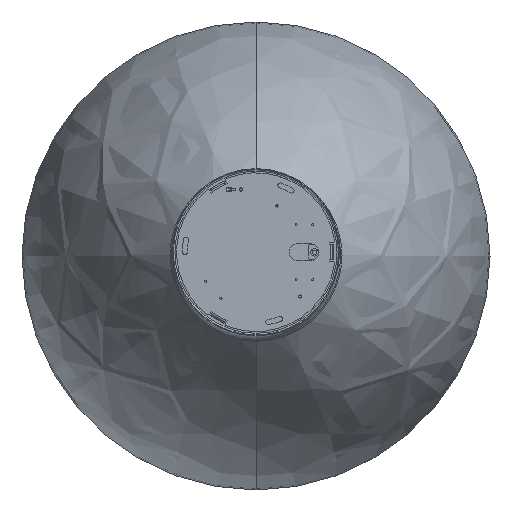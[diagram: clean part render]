
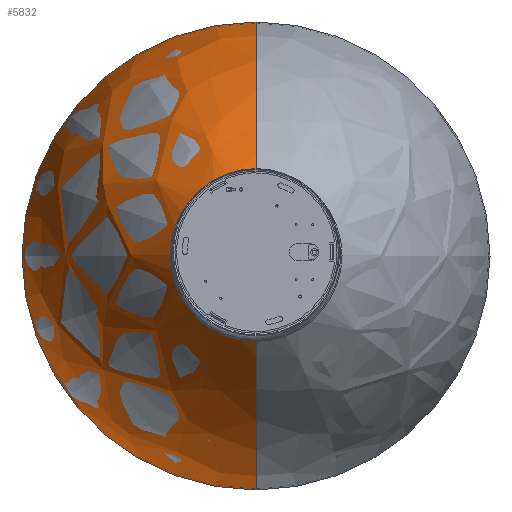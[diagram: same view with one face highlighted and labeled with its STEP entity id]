
A CAD part, top view. The second image highlights one B-rep face of the part: STEP entity #5832.
In plain terms, the highlighted free-form (B-spline) face has degree [3, 3] with [4, 4] control points.
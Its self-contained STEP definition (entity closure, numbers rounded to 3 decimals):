
#15=B_SPLINE_CURVE_WITH_KNOTS('',3,(#8784,#8785,#8786,#8787),
 .UNSPECIFIED.,.F.,.F.,(4,4),(0.,1.),.UNSPECIFIED.);
#16=B_SPLINE_CURVE_WITH_KNOTS('',3,(#8790,#8791,#8792,#8793),
 .UNSPECIFIED.,.F.,.F.,(4,4),(0.,1.),.UNSPECIFIED.);
#110=(
BOUNDED_SURFACE()
B_SPLINE_SURFACE(3,3,((#8764,#8765,#8766,#8767),(#8768,#8769,#8770,#8771),
(#8772,#8773,#8774,#8775),(#8776,#8777,#8778,#8779)),.UNSPECIFIED.,.F.,
 .F.,.F.)
B_SPLINE_SURFACE_WITH_KNOTS((4,4),(4,4),(0.,1.),(0.,1.),.UNSPECIFIED.)
GEOMETRIC_REPRESENTATION_ITEM()
RATIONAL_B_SPLINE_SURFACE(((1.,0.333,0.333,1.),
(1.,0.333,0.333,1.),(1.,0.333,0.333,
1.),(1.,0.333,0.333,1.)))
REPRESENTATION_ITEM('')
SURFACE()
);
#451=FACE_OUTER_BOUND('',#787,.T.);
#787=EDGE_LOOP('',(#3971,#3972,#3973,#3974));
#2079=CIRCLE('',#6234,280.);
#2080=CIRCLE('',#6235,102.948);
#2428=VERTEX_POINT('',#8780);
#2429=VERTEX_POINT('',#8781);
#2430=VERTEX_POINT('',#8783);
#2431=VERTEX_POINT('',#8788);
#3024=EDGE_CURVE('',#2428,#2429,#2079,.T.);
#3025=EDGE_CURVE('',#2429,#2430,#15,.T.);
#3026=EDGE_CURVE('',#2431,#2430,#2080,.T.);
#3027=EDGE_CURVE('',#2428,#2431,#16,.T.);
#3971=ORIENTED_EDGE('',*,*,#3024,.T.);
#3972=ORIENTED_EDGE('',*,*,#3025,.T.);
#3973=ORIENTED_EDGE('',*,*,#3026,.F.);
#3974=ORIENTED_EDGE('',*,*,#3027,.F.);
#5832=ADVANCED_FACE('',(#451),#110,.F.);
#6234=AXIS2_PLACEMENT_3D('',#8782,#7018,#7019);
#6235=AXIS2_PLACEMENT_3D('',#8789,#7020,#7021);
#7018=DIRECTION('center_axis',(0.,0.,
1.));
#7019=DIRECTION('ref_axis',(0.,-1.,0.));
#7020=DIRECTION('center_axis',(0.,0.,
1.));
#7021=DIRECTION('ref_axis',(0.,-1.,0.));
#8764=CARTESIAN_POINT('Ctrl Pts',(0.,280.,
-2627.75));
#8765=CARTESIAN_POINT('Ctrl Pts',(-560.,280.,-2627.75));
#8766=CARTESIAN_POINT('Ctrl Pts',(-560.,-280.,-2627.75));
#8767=CARTESIAN_POINT('Ctrl Pts',(0.,-280.,
-2627.75));
#8768=CARTESIAN_POINT('Ctrl Pts',(0.,262.364,
-2381.478));
#8769=CARTESIAN_POINT('Ctrl Pts',(-524.728,262.364,-2381.478));
#8770=CARTESIAN_POINT('Ctrl Pts',(-524.728,-262.364,-2381.478));
#8771=CARTESIAN_POINT('Ctrl Pts',(0.,-262.364,
-2381.478));
#8772=CARTESIAN_POINT('Ctrl Pts',(0.,111.445,
-2244.374));
#8773=CARTESIAN_POINT('Ctrl Pts',(-222.89,111.445,-2244.374));
#8774=CARTESIAN_POINT('Ctrl Pts',(-222.89,-111.445,-2244.374));
#8775=CARTESIAN_POINT('Ctrl Pts',(0.,-111.445,
-2244.374));
#8776=CARTESIAN_POINT('Ctrl Pts',(0.,102.948,
-2233.894));
#8777=CARTESIAN_POINT('Ctrl Pts',(-205.895,102.948,-2233.894));
#8778=CARTESIAN_POINT('Ctrl Pts',(-205.895,-102.948,-2233.894));
#8779=CARTESIAN_POINT('Ctrl Pts',(0.,-102.948,
-2233.894));
#8780=CARTESIAN_POINT('',(0.,280.,-2627.75));
#8781=CARTESIAN_POINT('',(0.,-280.,-2627.75));
#8782=CARTESIAN_POINT('Origin',(0.,0.,
-2627.75));
#8783=CARTESIAN_POINT('',(0.,-102.948,-2233.894));
#8784=CARTESIAN_POINT('Ctrl Pts',(0.,-280.,
-2627.75));
#8785=CARTESIAN_POINT('Ctrl Pts',(0.,-262.364,
-2381.478));
#8786=CARTESIAN_POINT('Ctrl Pts',(0.,-111.445,
-2244.374));
#8787=CARTESIAN_POINT('Ctrl Pts',(0.,-102.948,
-2233.894));
#8788=CARTESIAN_POINT('',(0.,102.948,-2233.894));
#8789=CARTESIAN_POINT('Origin',(0.,0.,
-2233.894));
#8790=CARTESIAN_POINT('Ctrl Pts',(0.,280.,
-2627.75));
#8791=CARTESIAN_POINT('Ctrl Pts',(0.,262.364,
-2381.478));
#8792=CARTESIAN_POINT('Ctrl Pts',(0.,111.445,
-2244.374));
#8793=CARTESIAN_POINT('Ctrl Pts',(0.,102.948,
-2233.894));
